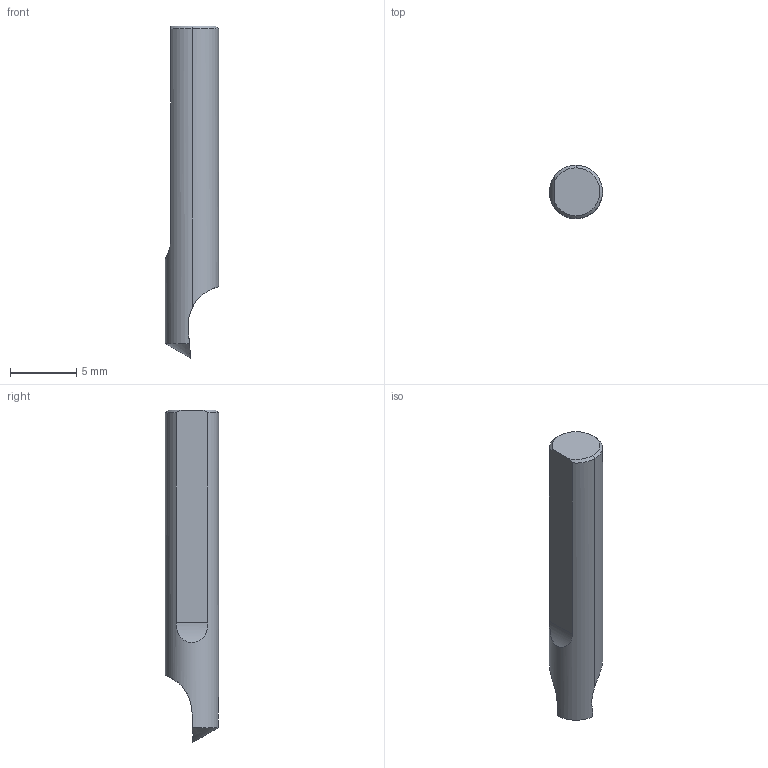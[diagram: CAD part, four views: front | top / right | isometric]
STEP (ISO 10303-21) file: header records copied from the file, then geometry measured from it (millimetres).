
FILE_DESCRIPTION(('no description'),'unknown implementation level');
FILE_NAME('98F7194E-D2A0-4E91-AB8E-8290CDCFF0BF_export.stp',' ',('CIMSOURCE GmbH'),('CADClick - KiM GmbH - www.kimweb.de'),'unknown preprocess','ACIS','unknown authorization');
FILE_SCHEMA(('automotive_design'));
Length unit declared in the file: millimetre
Products named in the file (1): Linear austragen3
Bounding box: 4 x 4 x 24.98 mm (x, y, z)
Volume: 256.2 mm3; surface area: 299.1 mm2
Topology: 1 solids, 1 shells, 16 faces, 39 edges, 25 vertices
Faces by surface type: cylinder 6, plane 5, cone 4, bspline 1
Entity records: 2239 total; most frequent: CARTESIAN_POINT 1402, STYLED_ITEM 81, PRESENTATION_STYLE_ASSIGNMENT 81, COLOUR_RGB 81, ORIENTED_EDGE 78, DIRECTION 72, EDGE_CURVE 39, CURVE_STYLE 39
